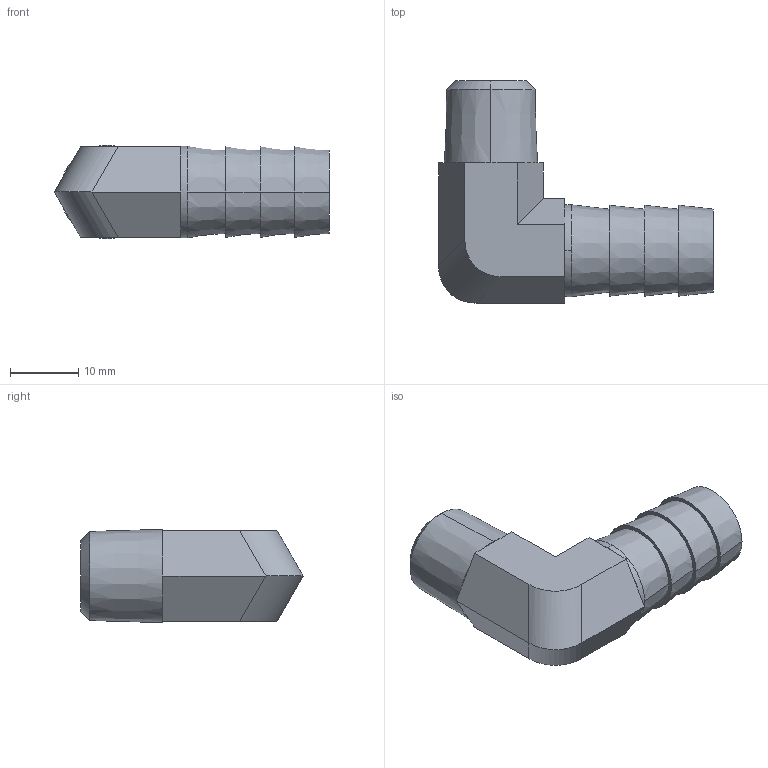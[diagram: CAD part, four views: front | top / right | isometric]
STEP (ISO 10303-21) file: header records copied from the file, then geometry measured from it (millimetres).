
FILE_DESCRIPTION (( 'STEP AP214' ), '1' );
FILE_NAME ('BAHBL-12-14N.step', '2017-08-29T20:38:39', ( '' ), ( '' ), 'SwSTEP 2.0', 'SolidWorks 2017', '' );
FILE_SCHEMA (( 'AUTOMOTIVE_DESIGN' ));
Length unit declared in the file: inch
Products named in the file (1): BAHBL-12-14N
Bounding box: 40.39 x 32.64 x 13.72 mm (x, y, z)
Volume: 4406.8 mm3; surface area: 4328 mm2
Topology: 1 solids, 1 shells, 69 faces, 154 edges, 93 vertices
Faces by surface type: plane 44, cylinder 13, cone 12
Entity records: 2069 total; most frequent: CARTESIAN_POINT 462, DIRECTION 350, ORIENTED_EDGE 308, EDGE_CURVE 154, AXIS2_PLACEMENT_3D 135, VERTEX_POINT 93, VECTOR 80, LINE 80
